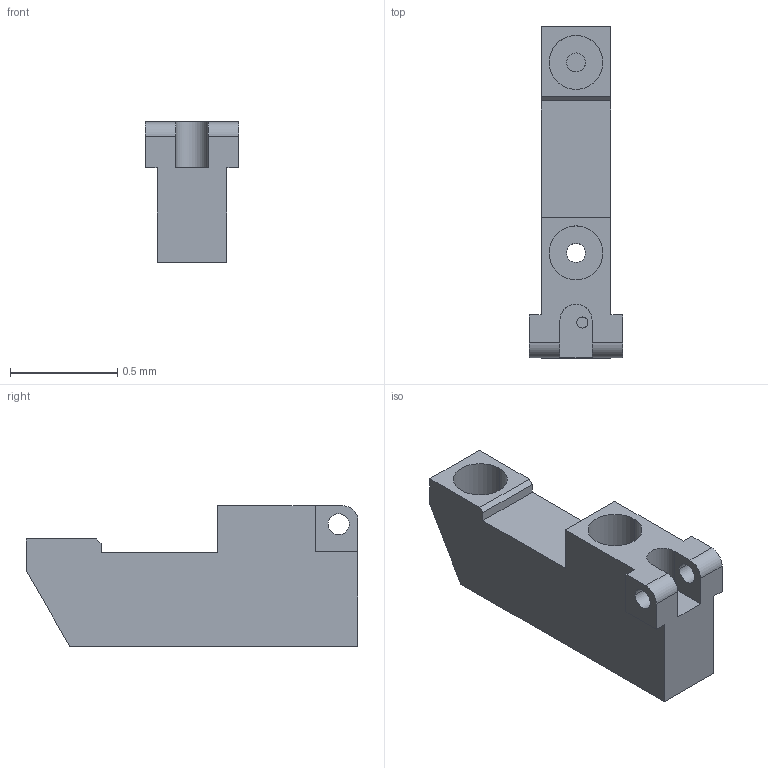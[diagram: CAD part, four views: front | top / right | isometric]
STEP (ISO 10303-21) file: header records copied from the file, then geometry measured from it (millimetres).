
FILE_DESCRIPTION(('produced by SPATIAL CORP'),'2;1');
FILE_NAME( 'switcharm.hh.sat.stp', '2002-04-19T09:54:06+00:00',('SPATIAL CORP'),('SPATIAL CORP'), 'ACIS STEP Husk','http://www.spatial.com','SPATIAL CORP');
FILE_SCHEMA(('CONFIG_CONTROL_DESIGN'));
Length unit declared in the file: millimetre
Products named in the file (1): PRODUCT_ID_1
Bounding box: 0.43 x 1.55 x 0.66 mm (x, y, z)
Volume: 0.2 mm3; surface area: 3.9 mm2
Topology: 1 solids, 1 shells, 45 faces, 130 edges, 92 vertices
Faces by surface type: plane 26, cylinder 19
Entity records: 1423 total; most frequent: ORIENTED_EDGE 260, CARTESIAN_POINT 227, DIRECTION 194, EDGE_CURVE 130, VERTEX_POINT 92, VECTOR 76, LINE 76, AXIS2_PLACEMENT_3D 59
